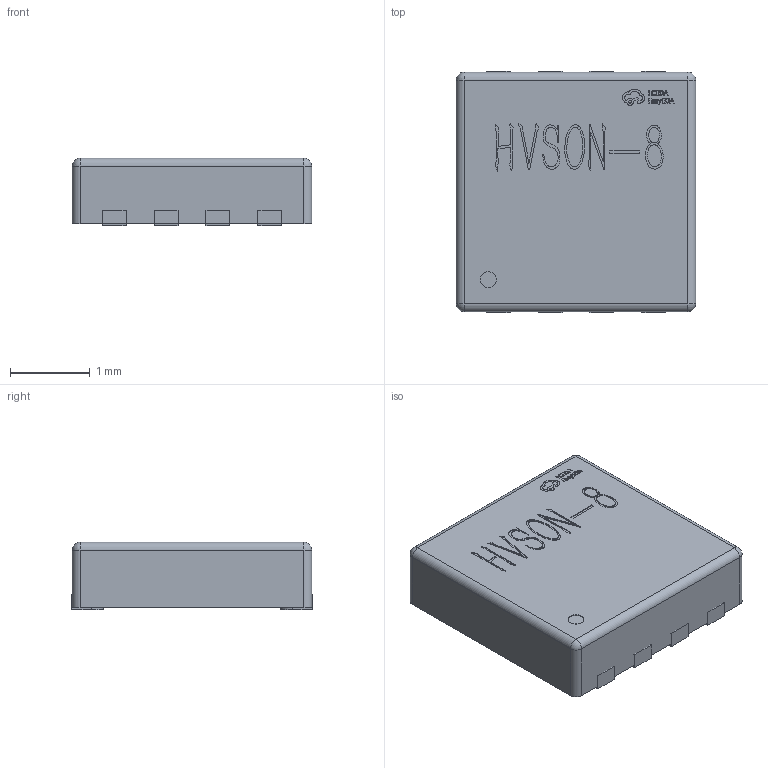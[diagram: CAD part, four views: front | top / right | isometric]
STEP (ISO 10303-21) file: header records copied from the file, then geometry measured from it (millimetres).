
FILE_DESCRIPTION (( 'STEP AP214' ), '1' );
FILE_NAME ('HVSON-8_L3.0-W3.0-H0.85-P0.65-BL-EP.step', '2022-07-26T09:22:01', ( '' ), ( '' ), 'SwSTEP 2.0', 'SolidWorks 2020', '' );
FILE_SCHEMA (( 'AUTOMOTIVE_DESIGN' ));
Length unit declared in the file: millimetre
Products named in the file (1): HVSON-8_L3.0-W3.0-H0.85-P0.65-BL-EP
Bounding box: 3 x 3.02 x 0.85 mm (x, y, z)
Volume: 7.5 mm3; surface area: 31.3 mm2
Topology: 22 solids, 22 shells, 544 faces, 1438 edges, 952 vertices
Faces by surface type: plane 322, bspline 200, cylinder 18, sphere 4
Entity records: 27969 total; most frequent: CARTESIAN_POINT 9619, ORIENTED_EDGE 2868, DIRECTION 1756, EDGE_CURVE 1434, VECTOR 994, LINE 994, VERTEX_POINT 952, EDGE_LOOP 574
